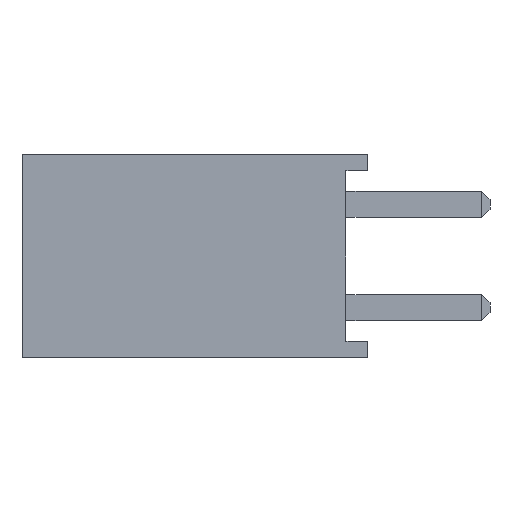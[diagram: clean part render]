
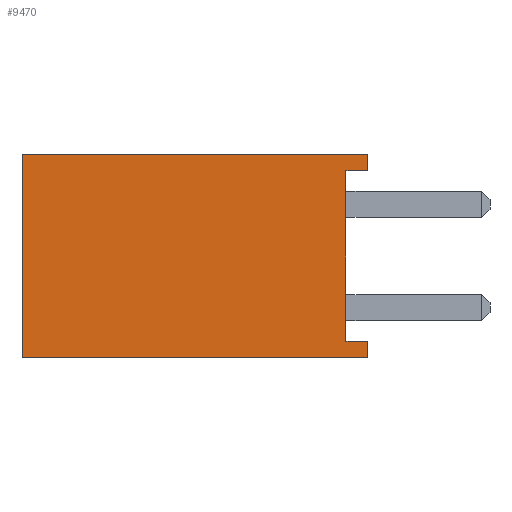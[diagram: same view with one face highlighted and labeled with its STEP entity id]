
A CAD part, left-side view. The second image highlights one B-rep face of the part: STEP entity #9470.
In plain terms, the highlighted planar face has unit normal (-1, 0, 0).
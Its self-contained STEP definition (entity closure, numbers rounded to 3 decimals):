
#205 = AXIS2_PLACEMENT_3D ( 'NONE', #12533, #11407, #3064 ) ;
#354 = EDGE_CURVE ( 'NONE', #2444, #2995, #9595, .T. ) ;
#1087 = DIRECTION ( 'NONE',  ( 0., -1., 0. ) ) ;
#1166 = EDGE_CURVE ( 'NONE', #2995, #6990, #11414, .T. ) ;
#1599 = ORIENTED_EDGE ( 'NONE', *, *, #10874, .T. ) ;
#2088 = DIRECTION ( 'NONE',  ( 0., 0., -1. ) ) ;
#2219 = CARTESIAN_POINT ( 'NONE',  ( -1.27, 0.54, 2.1 ) ) ;
#2288 = VECTOR ( 'NONE', #1087, 1000. ) ;
#2444 = VERTEX_POINT ( 'NONE', #11080 ) ;
#2848 = DIRECTION ( 'NONE',  ( 0., 0., 1. ) ) ;
#2995 = VERTEX_POINT ( 'NONE', #12389 ) ;
#3064 = DIRECTION ( 'NONE',  ( 0., 0., -1. ) ) ;
#3265 = LINE ( 'NONE', #8419, #8520 ) ;
#3497 = CARTESIAN_POINT ( 'NONE',  ( -1.27, 0., 2.5 ) ) ;
#3644 = ORIENTED_EDGE ( 'NONE', *, *, #1166, .F. ) ;
#3999 = CARTESIAN_POINT ( 'NONE',  ( -1.27, 0., 2.5 ) ) ;
#4136 = FACE_OUTER_BOUND ( 'NONE', #10742, .T. ) ;
#4206 = VECTOR ( 'NONE', #5026, 1000. ) ;
#4795 = VERTEX_POINT ( 'NONE', #13154 ) ;
#5026 = DIRECTION ( 'NONE',  ( 0., 1., 0. ) ) ;
#5031 = EDGE_CURVE ( 'NONE', #9202, #6990, #14253, .T. ) ;
#5651 = LINE ( 'NONE', #5860, #2288 ) ;
#5860 = CARTESIAN_POINT ( 'NONE',  ( -1.27, 8.5, -2.5 ) ) ;
#5905 = ORIENTED_EDGE ( 'NONE', *, *, #7367, .T. ) ;
#5982 = CARTESIAN_POINT ( 'NONE',  ( -1.27, 0., -2.1 ) ) ;
#6655 = LINE ( 'NONE', #14228, #4206 ) ;
#6990 = VERTEX_POINT ( 'NONE', #3497 ) ;
#7340 = CARTESIAN_POINT ( 'NONE',  ( -1.27, 0., 2.1 ) ) ;
#7367 = EDGE_CURVE ( 'NONE', #2444, #11944, #5651, .T. ) ;
#8419 = CARTESIAN_POINT ( 'NONE',  ( -1.27, 0.54, 2.1 ) ) ;
#8520 = VECTOR ( 'NONE', #2088, 1000. ) ;
#8723 = ORIENTED_EDGE ( 'NONE', *, *, #10836, .F. ) ;
#8941 = CARTESIAN_POINT ( 'NONE',  ( -1.27, 8.5, 2.5 ) ) ;
#9150 = CARTESIAN_POINT ( 'NONE',  ( -1.27, 0., 2.5 ) ) ;
#9202 = VERTEX_POINT ( 'NONE', #7340 ) ;
#9206 = ORIENTED_EDGE ( 'NONE', *, *, #12722, .F. ) ;
#9291 = LINE ( 'NONE', #9150, #15338 ) ;
#9470 = ADVANCED_FACE ( 'NONE', ( #4136 ), #11353, .F. ) ;
#9595 = LINE ( 'NONE', #14351, #11309 ) ;
#9758 = VECTOR ( 'NONE', #2848, 1000. ) ;
#10672 = VECTOR ( 'NONE', #11361, 1000. ) ;
#10742 = EDGE_LOOP ( 'NONE', ( #11914, #8723, #13509, #3644, #13744, #5905, #1599, #9206 ) ) ;
#10836 = EDGE_CURVE ( 'NONE', #9202, #15311, #6655, .T. ) ;
#10874 = EDGE_CURVE ( 'NONE', #11944, #11934, #9291, .T. ) ;
#11080 = CARTESIAN_POINT ( 'NONE',  ( -1.27, 8.5, -2.5 ) ) ;
#11309 = VECTOR ( 'NONE', #11791, 1000. ) ;
#11353 = PLANE ( 'NONE',  #205 ) ;
#11361 = DIRECTION ( 'NONE',  ( 0., -1., 0. ) ) ;
#11407 = DIRECTION ( 'NONE',  ( 1., 0., 0. ) ) ;
#11414 = LINE ( 'NONE', #8941, #10672 ) ;
#11489 = VECTOR ( 'NONE', #14565, 1000. ) ;
#11742 = EDGE_CURVE ( 'NONE', #15311, #4795, #3265, .T. ) ;
#11791 = DIRECTION ( 'NONE',  ( 0., 0., 1. ) ) ;
#11914 = ORIENTED_EDGE ( 'NONE', *, *, #11742, .F. ) ;
#11934 = VERTEX_POINT ( 'NONE', #15517 ) ;
#11944 = VERTEX_POINT ( 'NONE', #12201 ) ;
#12201 = CARTESIAN_POINT ( 'NONE',  ( -1.27, 0., -2.5 ) ) ;
#12389 = CARTESIAN_POINT ( 'NONE',  ( -1.27, 8.5, 2.5 ) ) ;
#12533 = CARTESIAN_POINT ( 'NONE',  ( -1.27, 8.5, 2.5 ) ) ;
#12722 = EDGE_CURVE ( 'NONE', #4795, #11934, #14285, .T. ) ;
#13154 = CARTESIAN_POINT ( 'NONE',  ( -1.27, 0.54, -2.1 ) ) ;
#13509 = ORIENTED_EDGE ( 'NONE', *, *, #5031, .T. ) ;
#13744 = ORIENTED_EDGE ( 'NONE', *, *, #354, .F. ) ;
#14228 = CARTESIAN_POINT ( 'NONE',  ( -1.27, 0., 2.1 ) ) ;
#14253 = LINE ( 'NONE', #3999, #9758 ) ;
#14285 = LINE ( 'NONE', #5982, #11489 ) ;
#14351 = CARTESIAN_POINT ( 'NONE',  ( -1.27, 8.5, 2.5 ) ) ;
#14565 = DIRECTION ( 'NONE',  ( 0., -1., 0. ) ) ;
#15036 = DIRECTION ( 'NONE',  ( 0., 0., 1. ) ) ;
#15311 = VERTEX_POINT ( 'NONE', #2219 ) ;
#15338 = VECTOR ( 'NONE', #15036, 1000. ) ;
#15517 = CARTESIAN_POINT ( 'NONE',  ( -1.27, 0., -2.1 ) ) ;
